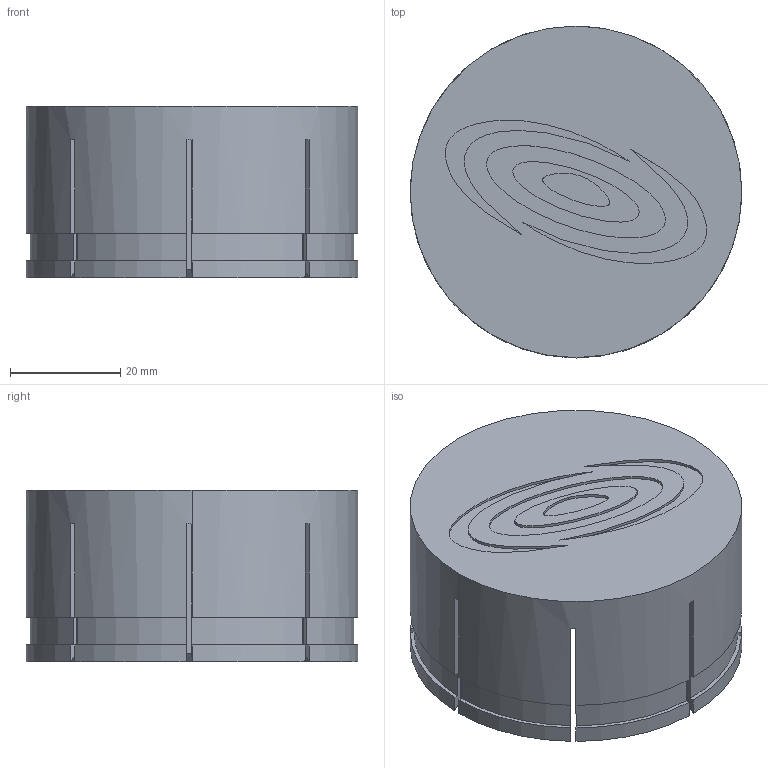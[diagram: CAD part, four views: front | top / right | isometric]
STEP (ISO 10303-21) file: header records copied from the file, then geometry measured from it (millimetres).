
FILE_DESCRIPTION (( 'STEP AP214' ), '1' );
FILE_NAME ('GuidescopeCover.STEP', '2021-04-08T18:04:17', ( '' ), ( '' ), 'SwSTEP 2.0', 'SolidWorks 2020', '' );
FILE_SCHEMA (( 'AUTOMOTIVE_DESIGN' ));
Length unit declared in the file: millimetre
Products named in the file (1): GuidescopeCover
Bounding box: 60.1 x 60.1 x 31 mm (x, y, z)
Volume: 14895.3 mm3; surface area: 16935.5 mm2
Topology: 1 solids, 1 shells, 87 faces, 236 edges, 156 vertices
Faces by surface type: plane 47, cylinder 20, bspline 12, cone 8
Entity records: 2902 total; most frequent: CARTESIAN_POINT 704, ORIENTED_EDGE 472, DIRECTION 432, EDGE_CURVE 236, VERTEX_POINT 156, LINE 144, VECTOR 144, AXIS2_PLACEMENT_3D 144
